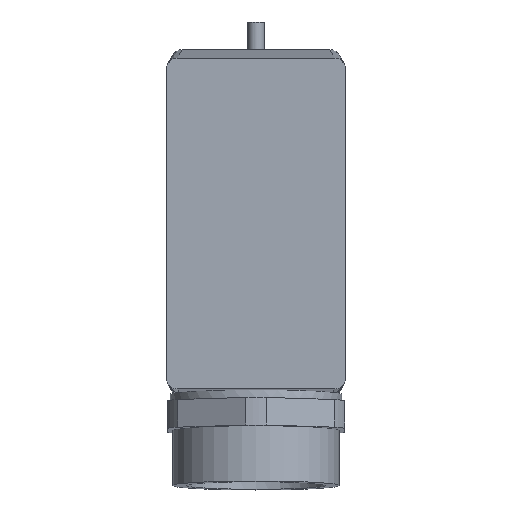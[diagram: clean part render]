
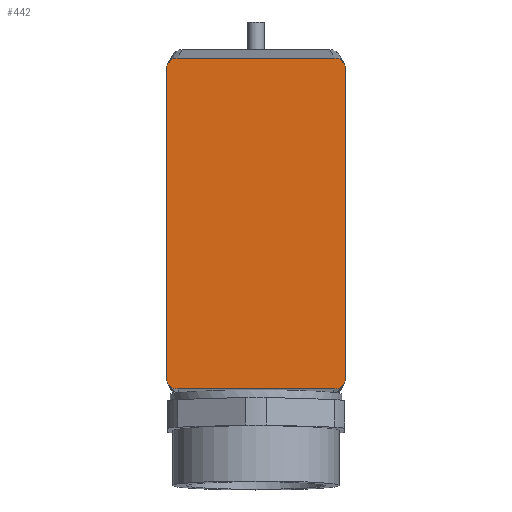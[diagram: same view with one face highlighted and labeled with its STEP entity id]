
A CAD part, top view. The second image highlights one B-rep face of the part: STEP entity #442.
In plain terms, the highlighted planar face has unit normal (0, 0, 1).
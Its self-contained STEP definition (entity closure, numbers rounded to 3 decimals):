
#442 = ADVANCED_FACE( '', ( #959 ), #960, .F. );
#959 = FACE_OUTER_BOUND( '', #1760, .T. );
#960 = PLANE( '', #1761 );
#1760 = EDGE_LOOP( '', ( #3088, #3089, #3090, #3091, #3092, #3093, #3094, #3095 ) );
#1761 = AXIS2_PLACEMENT_3D( '', #3096, #3097, #3098 );
#3088 = ORIENTED_EDGE( '', *, *, #3852, .F. );
#3089 = ORIENTED_EDGE( '', *, *, #4129, .T. );
#3090 = ORIENTED_EDGE( '', *, *, #4008, .T. );
#3091 = ORIENTED_EDGE( '', *, *, #4187, .F. );
#3092 = ORIENTED_EDGE( '', *, *, #4091, .T. );
#3093 = ORIENTED_EDGE( '', *, *, #4188, .T. );
#3094 = ORIENTED_EDGE( '', *, *, #4136, .F. );
#3095 = ORIENTED_EDGE( '', *, *, #3691, .F. );
#3096 = CARTESIAN_POINT( '', ( -16.2, 31.5, 50.8 ) );
#3097 = DIRECTION( '', ( 0., 0., -1. ) );
#3098 = DIRECTION( '', ( -1., 0., 0. ) );
#3691 = EDGE_CURVE( '', #4309, #4310, #4311, .T. );
#3852 = EDGE_CURVE( '', #4590, #4309, #4592, .T. );
#4008 = EDGE_CURVE( '', #4837, #4835, #4838, .T. );
#4091 = EDGE_CURVE( '', #4955, #4956, #4957, .T. );
#4129 = EDGE_CURVE( '', #4590, #4837, #5007, .T. );
#4136 = EDGE_CURVE( '', #4310, #5016, #5017, .T. );
#4187 = EDGE_CURVE( '', #4955, #4835, #5076, .T. );
#4188 = EDGE_CURVE( '', #4956, #5016, #5077, .T. );
#4309 = VERTEX_POINT( '', #5210 );
#4310 = VERTEX_POINT( '', #5211 );
#4311 = B_SPLINE_CURVE_WITH_KNOTS( '', 3, ( #5212, #5213, #5214, #5215, #5216, #5217, #5218, #5219, #5220, #5221, #5222, #5223, #5224, #5225 ), .UNSPECIFIED., .F., .F., ( 4, 2, 2, 2, 2, 2, 4 ), ( 0., 0., 0.001, 0.001, 0.002, 0.002, 0.003 ), .UNSPECIFIED. );
#4590 = VERTEX_POINT( '', #5745 );
#4592 = LINE( '', #5750, #5751 );
#4835 = VERTEX_POINT( '', #6254 );
#4837 = VERTEX_POINT( '', #6259 );
#4838 = LINE( '', #6260, #6261 );
#4955 = VERTEX_POINT( '', #6506 );
#4956 = VERTEX_POINT( '', #6507 );
#4957 = LINE( '', #6508, #6509 );
#5007 = B_SPLINE_CURVE_WITH_KNOTS( '', 3, ( #6587, #6588, #6589, #6590, #6591, #6592, #6593, #6594, #6595, #6596, #6597, #6598, #6599, #6600 ), .UNSPECIFIED., .F., .F., ( 4, 2, 2, 2, 2, 2, 4 ), ( 0., 0., 0.001, 0.001, 0.002, 0.002, 0.003 ), .UNSPECIFIED. );
#5016 = VERTEX_POINT( '', #6617 );
#5017 = LINE( '', #6618, #6619 );
#5076 = B_SPLINE_CURVE_WITH_KNOTS( '', 3, ( #6743, #6744, #6745, #6746, #6747, #6748, #6749, #6750, #6751, #6752, #6753, #6754, #6755, #6756 ), .UNSPECIFIED., .F., .F., ( 4, 2, 2, 2, 2, 2, 4 ), ( 0., 0., 0.001, 0.001, 0.002, 0.002, 0.003 ), .UNSPECIFIED. );
#5077 = B_SPLINE_CURVE_WITH_KNOTS( '', 3, ( #6757, #6758, #6759, #6760, #6761, #6762, #6763, #6764, #6765, #6766, #6767, #6768, #6769, #6770 ), .UNSPECIFIED., .F., .F., ( 4, 2, 2, 2, 2, 2, 4 ), ( 0., 0., 0.001, 0.001, 0.002, 0.002, 0.003 ), .UNSPECIFIED. );
#5210 = CARTESIAN_POINT( '', ( 14.196, 29.886, 50.8 ) );
#5211 = CARTESIAN_POINT( '', ( 16.2, 27.88, 50.8 ) );
#5212 = CARTESIAN_POINT( '', ( 14.196, 29.886, 50.8 ) );
#5213 = CARTESIAN_POINT( '', ( 14.329, 29.886, 50.8 ) );
#5214 = CARTESIAN_POINT( '', ( 14.459, 29.873, 50.8 ) );
#5215 = CARTESIAN_POINT( '', ( 14.715, 29.822, 50.8 ) );
#5216 = CARTESIAN_POINT( '', ( 14.842, 29.783, 50.8 ) );
#5217 = CARTESIAN_POINT( '', ( 15.085, 29.683, 50.8 ) );
#5218 = CARTESIAN_POINT( '', ( 15.2, 29.621, 50.8 ) );
#5219 = CARTESIAN_POINT( '', ( 15.417, 29.475, 50.8 ) );
#5220 = CARTESIAN_POINT( '', ( 15.52, 29.391, 50.8 ) );
#5221 = CARTESIAN_POINT( '', ( 15.798, 29.113, 50.8 ) );
#5222 = CARTESIAN_POINT( '', ( 15.947, 28.89, 50.8 ) );
#5223 = CARTESIAN_POINT( '', ( 16.147, 28.408, 50.8 ) );
#5224 = CARTESIAN_POINT( '', ( 16.2, 28.145, 50.8 ) );
#5225 = CARTESIAN_POINT( '', ( 16.2, 27.88, 50.8 ) );
#5745 = CARTESIAN_POINT( '', ( -14.196, 29.886, 50.8 ) );
#5750 = CARTESIAN_POINT( '', ( -61.93, 29.886, 50.8 ) );
#5751 = VECTOR( '', #7188, 1000. );
#6254 = CARTESIAN_POINT( '', ( -16.2, -27.88, 50.8 ) );
#6259 = CARTESIAN_POINT( '', ( -16.2, 27.88, 50.8 ) );
#6260 = CARTESIAN_POINT( '', ( -16.2, 31.5, 50.8 ) );
#6261 = VECTOR( '', #7305, 1000. );
#6506 = CARTESIAN_POINT( '', ( -14.196, -29.886, 50.8 ) );
#6507 = CARTESIAN_POINT( '', ( 14.196, -29.886, 50.8 ) );
#6508 = CARTESIAN_POINT( '', ( -61.93, -29.886, 50.8 ) );
#6509 = VECTOR( '', #7376, 1000. );
#6587 = CARTESIAN_POINT( '', ( -14.196, 29.886, 50.8 ) );
#6588 = CARTESIAN_POINT( '', ( -14.329, 29.886, 50.8 ) );
#6589 = CARTESIAN_POINT( '', ( -14.459, 29.873, 50.8 ) );
#6590 = CARTESIAN_POINT( '', ( -14.715, 29.822, 50.8 ) );
#6591 = CARTESIAN_POINT( '', ( -14.842, 29.783, 50.8 ) );
#6592 = CARTESIAN_POINT( '', ( -15.085, 29.683, 50.8 ) );
#6593 = CARTESIAN_POINT( '', ( -15.2, 29.621, 50.8 ) );
#6594 = CARTESIAN_POINT( '', ( -15.417, 29.475, 50.8 ) );
#6595 = CARTESIAN_POINT( '', ( -15.52, 29.391, 50.8 ) );
#6596 = CARTESIAN_POINT( '', ( -15.798, 29.113, 50.8 ) );
#6597 = CARTESIAN_POINT( '', ( -15.947, 28.89, 50.8 ) );
#6598 = CARTESIAN_POINT( '', ( -16.147, 28.408, 50.8 ) );
#6599 = CARTESIAN_POINT( '', ( -16.2, 28.145, 50.8 ) );
#6600 = CARTESIAN_POINT( '', ( -16.2, 27.88, 50.8 ) );
#6617 = CARTESIAN_POINT( '', ( 16.2, -27.88, 50.8 ) );
#6618 = CARTESIAN_POINT( '', ( 16.2, 31.5, 50.8 ) );
#6619 = VECTOR( '', #7406, 1000. );
#6743 = CARTESIAN_POINT( '', ( -14.196, -29.886, 50.8 ) );
#6744 = CARTESIAN_POINT( '', ( -14.329, -29.886, 50.8 ) );
#6745 = CARTESIAN_POINT( '', ( -14.459, -29.873, 50.8 ) );
#6746 = CARTESIAN_POINT( '', ( -14.715, -29.822, 50.8 ) );
#6747 = CARTESIAN_POINT( '', ( -14.842, -29.783, 50.8 ) );
#6748 = CARTESIAN_POINT( '', ( -15.085, -29.683, 50.8 ) );
#6749 = CARTESIAN_POINT( '', ( -15.2, -29.621, 50.8 ) );
#6750 = CARTESIAN_POINT( '', ( -15.417, -29.475, 50.8 ) );
#6751 = CARTESIAN_POINT( '', ( -15.52, -29.391, 50.8 ) );
#6752 = CARTESIAN_POINT( '', ( -15.798, -29.113, 50.8 ) );
#6753 = CARTESIAN_POINT( '', ( -15.947, -28.89, 50.8 ) );
#6754 = CARTESIAN_POINT( '', ( -16.147, -28.408, 50.8 ) );
#6755 = CARTESIAN_POINT( '', ( -16.2, -28.145, 50.8 ) );
#6756 = CARTESIAN_POINT( '', ( -16.2, -27.88, 50.8 ) );
#6757 = CARTESIAN_POINT( '', ( 14.196, -29.886, 50.8 ) );
#6758 = CARTESIAN_POINT( '', ( 14.329, -29.886, 50.8 ) );
#6759 = CARTESIAN_POINT( '', ( 14.459, -29.873, 50.8 ) );
#6760 = CARTESIAN_POINT( '', ( 14.715, -29.822, 50.8 ) );
#6761 = CARTESIAN_POINT( '', ( 14.842, -29.783, 50.8 ) );
#6762 = CARTESIAN_POINT( '', ( 15.085, -29.683, 50.8 ) );
#6763 = CARTESIAN_POINT( '', ( 15.2, -29.621, 50.8 ) );
#6764 = CARTESIAN_POINT( '', ( 15.417, -29.475, 50.8 ) );
#6765 = CARTESIAN_POINT( '', ( 15.52, -29.391, 50.8 ) );
#6766 = CARTESIAN_POINT( '', ( 15.798, -29.113, 50.8 ) );
#6767 = CARTESIAN_POINT( '', ( 15.947, -28.89, 50.8 ) );
#6768 = CARTESIAN_POINT( '', ( 16.147, -28.408, 50.8 ) );
#6769 = CARTESIAN_POINT( '', ( 16.2, -28.145, 50.8 ) );
#6770 = CARTESIAN_POINT( '', ( 16.2, -27.88, 50.8 ) );
#7188 = DIRECTION( '', ( 1., 0., 0. ) );
#7305 = DIRECTION( '', ( 0., -1., 0. ) );
#7376 = DIRECTION( '', ( 1., 0., 0. ) );
#7406 = DIRECTION( '', ( 0., -1., 0. ) );
